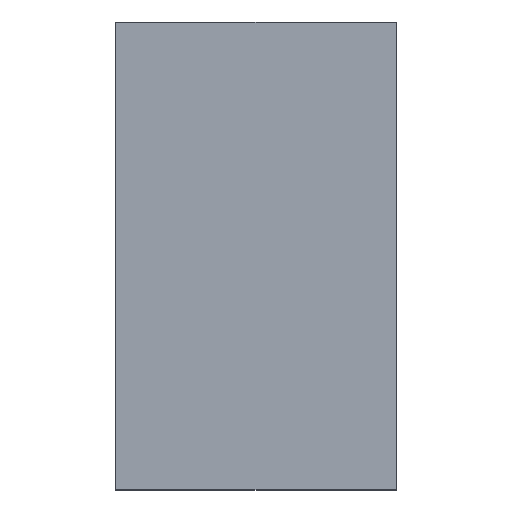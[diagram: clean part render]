
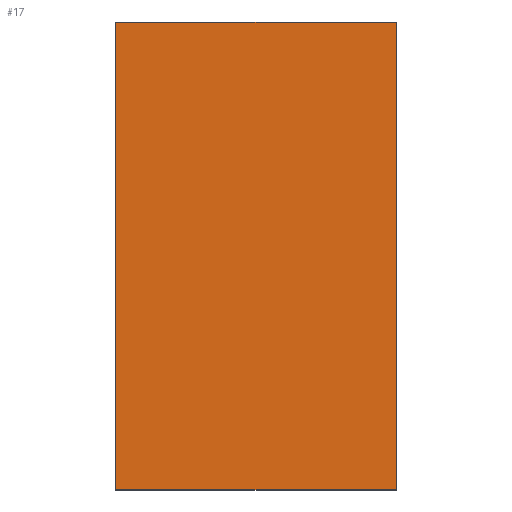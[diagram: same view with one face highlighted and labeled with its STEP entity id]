
A CAD part, top view. The second image highlights one B-rep face of the part: STEP entity #17.
In plain terms, the highlighted planar face has unit normal (0, 0, 1).
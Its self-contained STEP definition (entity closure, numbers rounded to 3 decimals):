
#1 = EDGE_CURVE ( 'NONE', #1468, #1277, #175, .T. ) ;
#7 = ORIENTED_EDGE ( 'NONE', *, *, #1472, .T. ) ;
#10 = ORIENTED_EDGE ( 'NONE', *, *, #1, .T. ) ;
#11 = ORIENTED_EDGE ( 'NONE', *, *, #1275, .T. ) ;
#17 = ADVANCED_FACE ( 'NONE', ( #211 ), #169, .F. ) ;
#169 = PLANE ( 'NONE',  #178 ) ;
#172 = DIRECTION ( 'NONE',  ( 0., 1., 0. ) ) ;
#173 = VECTOR ( 'NONE', #172, 1000. ) ;
#174 = CARTESIAN_POINT ( 'NONE',  ( 3., 0., 0.508 ) ) ;
#175 = LINE ( 'NONE', #174, #173 ) ;
#178 = AXIS2_PLACEMENT_3D ( 'NONE', #208, #235, #234 ) ;
#208 = CARTESIAN_POINT ( 'NONE',  ( 0., 5., 0.508 ) ) ;
#211 = FACE_OUTER_BOUND ( 'NONE', #1253, .T. ) ;
#234 = DIRECTION ( 'NONE',  ( -1., 0., 0. ) ) ;
#235 = DIRECTION ( 'NONE',  ( 0., 0., -1. ) ) ;
#692 = DIRECTION ( 'NONE',  ( -1., 0., 0. ) ) ;
#693 = VECTOR ( 'NONE', #692, 1000. ) ;
#694 = LINE ( 'NONE', #701, #693 ) ;
#697 = CARTESIAN_POINT ( 'NONE',  ( 3., 5., 0.508 ) ) ;
#701 = CARTESIAN_POINT ( 'NONE',  ( 0., 5., 0.508 ) ) ;
#1052 = CARTESIAN_POINT ( 'NONE',  ( 0., 5., 0.508 ) ) ;
#1171 = DIRECTION ( 'NONE',  ( 0., -1., 0. ) ) ;
#1172 = VECTOR ( 'NONE', #1171, 1000. ) ;
#1174 = CARTESIAN_POINT ( 'NONE',  ( 0., 0., 0.508 ) ) ;
#1177 = LINE ( 'NONE', #1183, #1172 ) ;
#1179 = DIRECTION ( 'NONE',  ( 1., 0., 0. ) ) ;
#1180 = VECTOR ( 'NONE', #1179, 1000. ) ;
#1183 = CARTESIAN_POINT ( 'NONE',  ( 0., 0., 0.508 ) ) ;
#1186 = CARTESIAN_POINT ( 'NONE',  ( 0., 0., 0.508 ) ) ;
#1187 = LINE ( 'NONE', #1186, #1180 ) ;
#1191 = CARTESIAN_POINT ( 'NONE',  ( 3., 0., 0.508 ) ) ;
#1253 = EDGE_LOOP ( 'NONE', ( #7, #1254, #10, #11 ) ) ;
#1254 = ORIENTED_EDGE ( 'NONE', *, *, #1467, .T. ) ;
#1275 = EDGE_CURVE ( 'NONE', #1277, #1424, #694, .T. ) ;
#1277 = VERTEX_POINT ( 'NONE', #697 ) ;
#1424 = VERTEX_POINT ( 'NONE', #1052 ) ;
#1467 = EDGE_CURVE ( 'NONE', #1484, #1468, #1187, .T. ) ;
#1468 = VERTEX_POINT ( 'NONE', #1191 ) ;
#1472 = EDGE_CURVE ( 'NONE', #1424, #1484, #1177, .T. ) ;
#1484 = VERTEX_POINT ( 'NONE', #1174 ) ;
